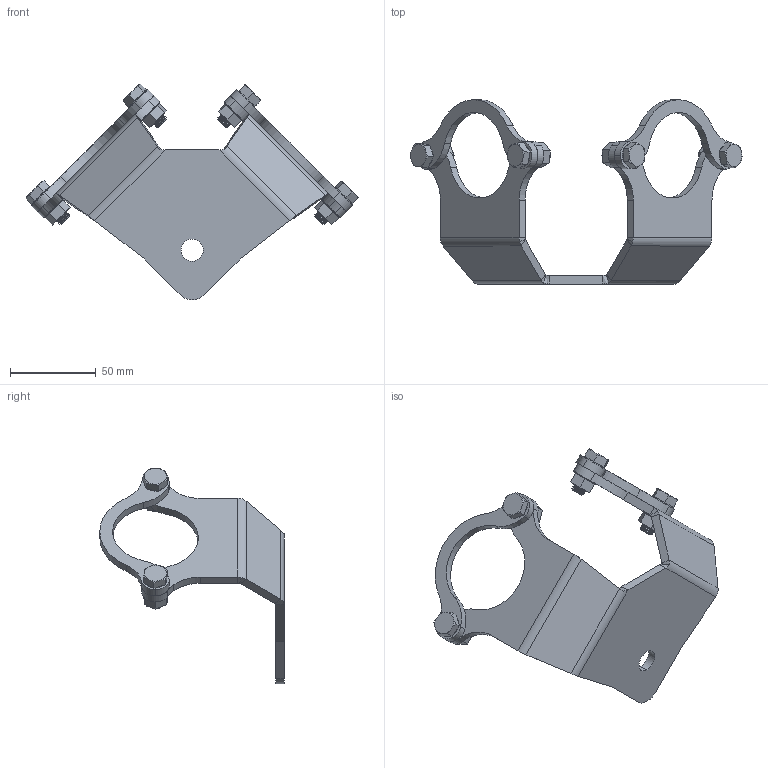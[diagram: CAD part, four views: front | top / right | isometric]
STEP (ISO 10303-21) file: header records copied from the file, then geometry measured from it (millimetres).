
FILE_DESCRIPTION (( 'STEP AP203' ), '1' );
FILE_NAME ('T30420.STEP', '2023-01-27T12:44:00', ( '' ), ( '' ), 'SwSTEP 2.0', 'SolidWorks 2022', '' );
FILE_SCHEMA (( 'CONFIG_CONTROL_DESIGN' ));
Length unit declared in the file: millimetre
Products named in the file (5): TH4495; Hex Screw GradeC_Doughty Fastners_BS EN 24018 - M8 x 20-WS; TH4494; F936; T30420
Assembly tree (11 placements, depth 2):
  T30420
    TH4495
    TH4494  x2
    Hex Screw GradeC_Doughty Fastners_BS EN 24018 - M8 x 20-WS  x4
    F936  x4
Bounding box: 193.82 x 107.69 x 125.84 mm (x, y, z)
Volume: 94756 mm3; surface area: 49802.7 mm2
Topology: 11 solids, 11 shells, 978 faces, 2544 edges, 1592 vertices
Faces by surface type: cylinder 477, cone 272, plane 219, bspline 10
Entity records: 10401 total; most frequent: CARTESIAN_POINT 1867, DIRECTION 1802, ORIENTED_EDGE 1596, EDGE_CURVE 798, AXIS2_PLACEMENT_3D 741, VERTEX_POINT 498, CIRCLE 428, EDGE_LOOP 326
